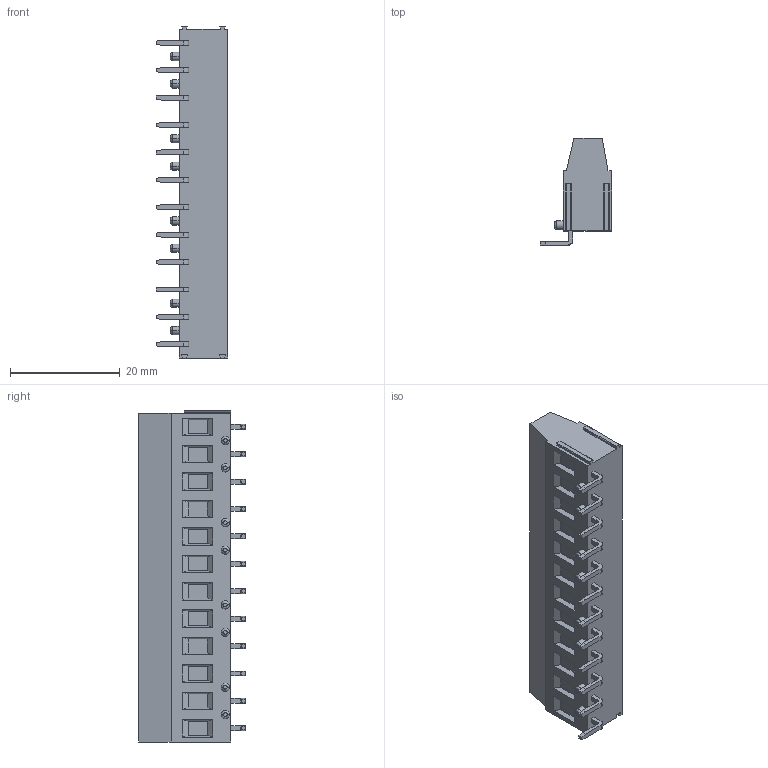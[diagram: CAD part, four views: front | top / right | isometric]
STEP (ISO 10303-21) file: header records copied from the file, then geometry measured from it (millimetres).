
FILE_DESCRIPTION((''),'2;1');
FILE_NAME('PRT0050','2024-11-02T',('yanfa'),(''),'PRO/ENGINEER BY PARAMETRIC TECHNOLOGY CORPORATION, 2009280','PRO/ENGINEER BY PARAMETRIC TECHNOLOGY CORPORATION, 2009280','');
FILE_SCHEMA(('AUTOMOTIVE_DESIGN_CC2 { 1 2 10303 214 -1 1 5 2 }'));
Length unit declared in the file: millimetre
Products named in the file (1): PRT0050
Bounding box: 13.1 x 19.45 x 60.56 mm (x, y, z)
Volume: 7709.8 mm3; surface area: 4429 mm2
Topology: 1 solids, 1 shells, 562 faces, 1352 edges, 848 vertices
Faces by surface type: plane 322, cylinder 152, cone 48, torus 24, bspline 16
Entity records: 16716 total; most frequent: CARTESIAN_POINT 3434, DIRECTION 2804, ORIENTED_EDGE 2704, EDGE_CURVE 1352, AXIS2_PLACEMENT_3D 954, VECTOR 896, LINE 896, VERTEX_POINT 848
